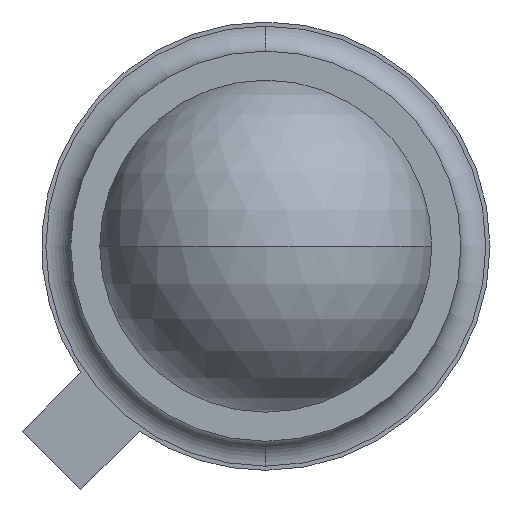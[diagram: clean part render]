
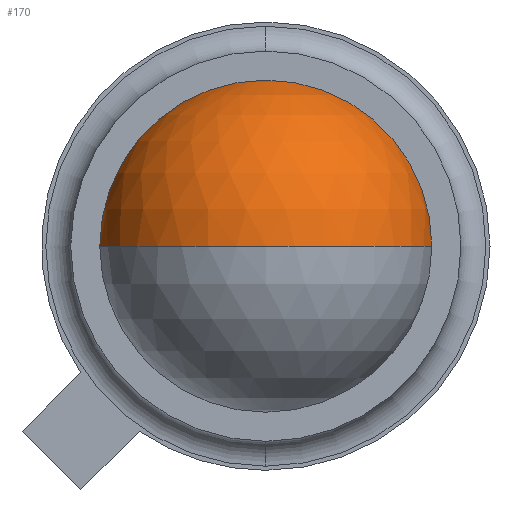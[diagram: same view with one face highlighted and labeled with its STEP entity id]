
A CAD part, left-side view. The second image highlights one B-rep face of the part: STEP entity #170.
In plain terms, the highlighted spherical face has radius 2.026 mm.
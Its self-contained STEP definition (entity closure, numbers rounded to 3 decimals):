
#57 = SPHERICAL_SURFACE ( 'NONE', #402, 2.026 ) ;
#111 = DIRECTION ( 'NONE',  ( 1., 0., 0. ) ) ;
#124 = EDGE_CURVE ( 'NONE', #763, #795, #647, .T. ) ;
#169 = CARTESIAN_POINT ( 'NONE',  ( -0.347, 0., 0. ) ) ;
#170 = ADVANCED_FACE ( 'NONE', ( #696 ), #57, .T. ) ;
#172 = AXIS2_PLACEMENT_3D ( 'NONE', #511, #174, #111 ) ;
#174 = DIRECTION ( 'NONE',  ( 0., 0., 1. ) ) ;
#244 = CARTESIAN_POINT ( 'NONE',  ( -4.4, 0., 0. ) ) ;
#269 = DIRECTION ( 'NONE',  ( 0., -1., 0. ) ) ;
#376 = DIRECTION ( 'NONE',  ( 0., 0., -1. ) ) ;
#402 = AXIS2_PLACEMENT_3D ( 'NONE', #720, #648, #269 ) ;
#431 = DIRECTION ( 'NONE',  ( 0., 1., 0. ) ) ;
#465 = CIRCLE ( 'NONE', #523, 2.026 ) ;
#511 = CARTESIAN_POINT ( 'NONE',  ( -2.374, 0., 0. ) ) ;
#521 = ORIENTED_EDGE ( 'NONE', *, *, #735, .F. ) ;
#523 = AXIS2_PLACEMENT_3D ( 'NONE', #811, #376, #431 ) ;
#575 = EDGE_LOOP ( 'NONE', ( #521, #655 ) ) ;
#647 = CIRCLE ( 'NONE', #172, 2.026 ) ;
#648 = DIRECTION ( 'NONE',  ( 0., 0., -1. ) ) ;
#655 = ORIENTED_EDGE ( 'NONE', *, *, #124, .T. ) ;
#696 = FACE_OUTER_BOUND ( 'NONE', #575, .T. ) ;
#720 = CARTESIAN_POINT ( 'NONE',  ( -2.374, 0., 0. ) ) ;
#735 = EDGE_CURVE ( 'NONE', #763, #795, #465, .T. ) ;
#763 = VERTEX_POINT ( 'NONE', #244 ) ;
#795 = VERTEX_POINT ( 'NONE', #169 ) ;
#811 = CARTESIAN_POINT ( 'NONE',  ( -2.374, 0., 0. ) ) ;
